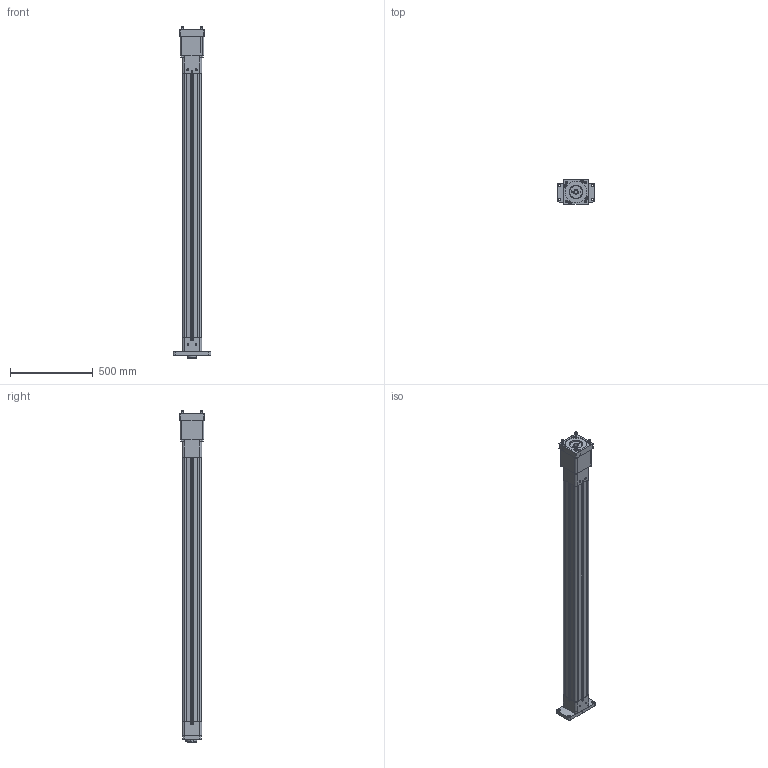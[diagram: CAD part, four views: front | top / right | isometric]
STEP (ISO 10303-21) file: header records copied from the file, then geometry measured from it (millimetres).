
FILE_DESCRIPTION (( 'STEP AP203' ), '1' );
FILE_NAME ('RS-475615-1.step', '2024-11-20T19:38:41', ( '' ), ( '' ), 'SwSTEP 2.0', 'SolidWorks 2024', '' );
FILE_SCHEMA (( 'CONFIG_CONTROL_DESIGN' ));
Length unit declared in the file: inch
Products named in the file (4): tempJoin9_21649330_RS-475615-1; RS-475615-1; tempJoin12_21649484_RS-475615-1; Base_RS-475615-1
Assembly tree (3 placements, depth 2):
  RS-475615-1
    tempJoin12_21649484_RS-475615-1
    tempJoin9_21649330_RS-475615-1
    Base_RS-475615-1
Bounding box: 228.6 x 149.86 x 2005.55 mm (x, y, z)
Volume: 17552655 mm3; surface area: 2150378.8 mm2
Topology: 4 solids, 17 shells, 900 faces, 2100 edges, 1338 vertices
Faces by surface type: plane 583, cylinder 201, cone 85, torus 17, bspline 10, sphere 4
Full cylindrical faces by diameter (mm): 5 x1, 5.41 x1, 6.477 x1, 8.433 x2, 8.499 x4, 9.347 x6, 9.525 x2, 10 x8, 10.025 x4, 10.25 x2, 10.312 x2, 10.72 x4, 10.75 x6, 12 x6, 12.5 x10, 13.106 x6, 14.275 x2, 14.3 x2, 14.681 x4, 15.875 x2, 16 x12, 17.5 x4, 18 x10, 19.837 x4, 20.574 x6, 25 x1, 25.375 x1, 47.244 x1, 56.896 x1, 57.135 x1
Entity records: 25317 total; most frequent: CARTESIAN_POINT 5378, DIRECTION 4113, ORIENTED_EDGE 3598, EDGE_CURVE 1799, AXIS2_PLACEMENT_3D 1469, VERTEX_POINT 1259, EDGE_LOOP 1252, VECTOR 1175
